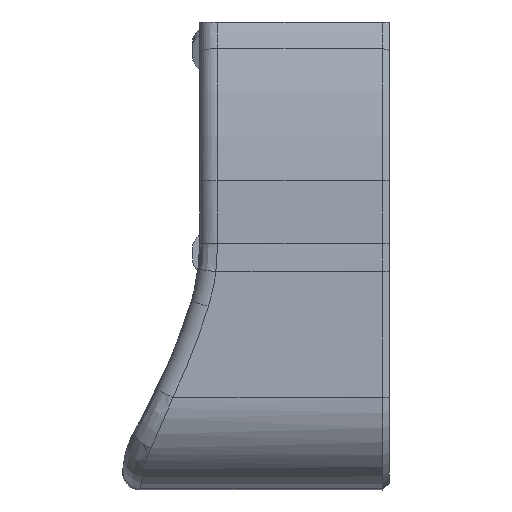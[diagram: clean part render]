
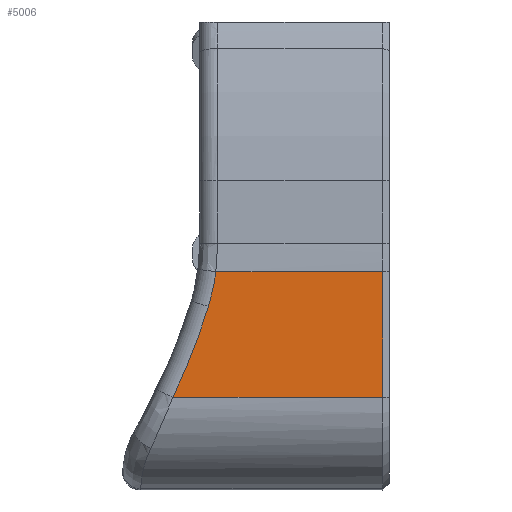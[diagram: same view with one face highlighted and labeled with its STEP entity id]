
A CAD part, front view. The second image highlights one B-rep face of the part: STEP entity #5006.
In plain terms, the highlighted planar face has unit normal (0, -1, 0).
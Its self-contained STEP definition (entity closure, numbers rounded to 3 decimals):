
#226=PLANE('',#5370);
#346=LINE('',#8740,#586);
#347=LINE('',#8745,#587);
#348=LINE('',#8751,#588);
#586=VECTOR('',#6049,10.);
#587=VECTOR('',#6056,12.);
#588=VECTOR('',#6059,88.69);
#837=FACE_OUTER_BOUND('',#1148,.T.);
#1148=EDGE_LOOP('',(#3576,#3577,#3578,#3579,#3580));
#1729=CIRCLE('',#5358,31.);
#1735=CIRCLE('',#5371,89.888);
#2104=VERTEX_POINT('',#8668);
#2107=VERTEX_POINT('',#8679);
#2111=VERTEX_POINT('',#8736);
#2112=VERTEX_POINT('',#8738);
#2113=VERTEX_POINT('',#8744);
#2654=EDGE_CURVE('',#2107,#2104,#1729,.T.);
#2666=EDGE_CURVE('',#2112,#2111,#346,.T.);
#2668=EDGE_CURVE('',#2113,#2111,#347,.T.);
#2670=EDGE_CURVE('',#2104,#2112,#348,.T.);
#2671=EDGE_CURVE('',#2113,#2107,#1735,.T.);
#3576=ORIENTED_EDGE('',*,*,#2666,.F.);
#3577=ORIENTED_EDGE('',*,*,#2670,.F.);
#3578=ORIENTED_EDGE('',*,*,#2654,.F.);
#3579=ORIENTED_EDGE('',*,*,#2671,.F.);
#3580=ORIENTED_EDGE('',*,*,#2668,.T.);
#5006=ADVANCED_FACE('',(#837),#226,.T.);
#5358=AXIS2_PLACEMENT_3D('',#8681,#6027,#6028);
#5370=AXIS2_PLACEMENT_3D('',#8750,#6057,#6058);
#5371=AXIS2_PLACEMENT_3D('',#8752,#6060,#6061);
#6027=DIRECTION('center_axis',(0.,-1.,0.));
#6028=DIRECTION('ref_axis',(0.977,0.,-0.213));
#6049=DIRECTION('',(0.,0.,-1.));
#6056=DIRECTION('',(1.,0.,0.));
#6057=DIRECTION('center_axis',(0.,-1.,0.));
#6058=DIRECTION('ref_axis',(0.,0.,
-1.));
#6059=DIRECTION('',(1.,0.,0.));
#6060=DIRECTION('center_axis',(0.,-1.,0.));
#6061=DIRECTION('ref_axis',(0.93,0.,-0.367));
#8668=CARTESIAN_POINT('',(2.342,-30.29,23.47));
#8679=CARTESIAN_POINT('',(1.262,-30.29,18.45));
#8681=CARTESIAN_POINT('Origin',(-28.4,-30.29,27.46));
#8736=CARTESIAN_POINT('',(26.4,-30.29,5.328));
#8738=CARTESIAN_POINT('',(26.4,-30.29,23.47));
#8740=CARTESIAN_POINT('',(26.4,-30.29,26.987));
#8744=CARTESIAN_POINT('',(-3.879,-30.29,5.328));
#8745=CARTESIAN_POINT('',(1.6,-30.29,5.328));
#8750=CARTESIAN_POINT('Origin',(1.6,-30.29,23.47));
#8751=CARTESIAN_POINT('',(1.6,-30.29,23.47));
#8752=CARTESIAN_POINT('Origin',(-84.746,-30.29,44.574));
